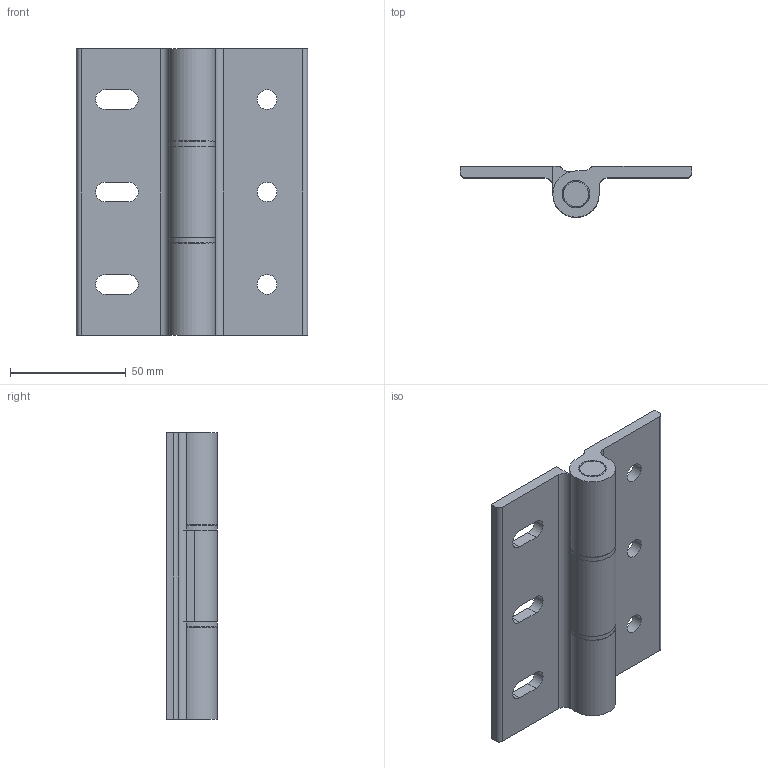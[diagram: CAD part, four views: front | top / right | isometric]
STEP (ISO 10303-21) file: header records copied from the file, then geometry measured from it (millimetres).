
FILE_DESCRIPTION(/* description */ ('Scharnierhälfte , feststehend L=124'),/* implementation_level */ '2;1');
FILE_NAME(/* name */ 'SZ0765N_A.stp',/* time_stamp */ '2015-11-20T13:25:37+01:00',/* author */ ('Marina Kaa'),/* organization */ (''),/* preprocessor_version */ 'ST-DEVELOPER v15.6',/* originating_system */ 'Autodesk Inventor 2015',/* authorisation */ '');
FILE_SCHEMA (('AUTOMOTIVE_DESIGN { 1 0 10303 214 3 1 1 }'));
Length unit declared in the file: millimetre
Products named in the file (5): ME1200063_A; ME1200064_A; ME1200056_A; ME1200050_A; SZ0765N_A
Bounding box: 100 x 22 x 124 mm (x, y, z)
Volume: 89477.4 mm3; surface area: 42494.8 mm2
Topology: 5 solids, 5 shells, 75 faces, 185 edges, 120 vertices
Faces by surface type: plane 35, cylinder 34, torus 4, cone 2
Full cylindrical faces by diameter (mm): 8.5 x3, 11.5 x4, 12 x6, 20 x2
Entity records: 2224 total; most frequent: DIRECTION 392, CARTESIAN_POINT 357, ORIENTED_EDGE 320, EDGE_CURVE 160, AXIS2_PLACEMENT_3D 151, VERTEX_POINT 116, EDGE_LOOP 110, LINE 90
